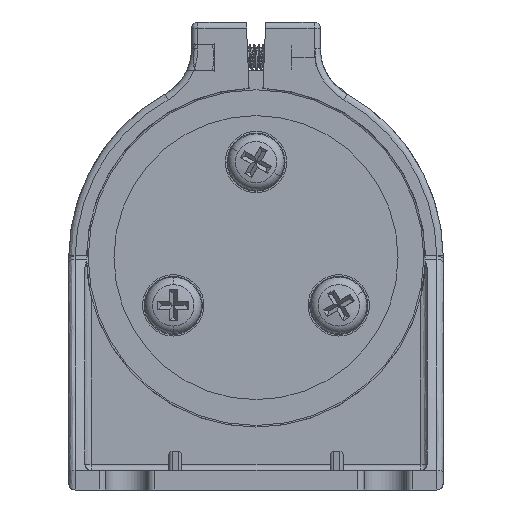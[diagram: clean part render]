
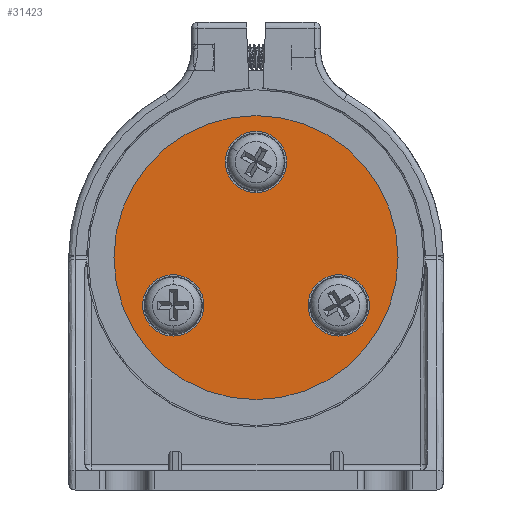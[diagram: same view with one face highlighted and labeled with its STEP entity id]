
A CAD part, left-side view. The second image highlights one B-rep face of the part: STEP entity #31423.
In plain terms, the highlighted free-form (B-spline) face has degree [1, 1] with [2, 2] control points.
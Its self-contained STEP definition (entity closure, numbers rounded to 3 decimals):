
#30649=CARTESIAN_POINT('',(25.0,29.0,58.));
#30650=VERTEX_POINT('',#30649);
#30666=CARTESIAN_POINT('',(25.0,29.0,14.));
#30667=VERTEX_POINT('',#30666);
#30674=CARTESIAN_POINT('',(25.0,29.0,36.));
#30675=DIRECTION('',(1.0,0.0,0.0));
#30676=DIRECTION('',(0.0,0.0,1.0));
#30677=AXIS2_PLACEMENT_3D('',#30674,#30675,#30676);
#30678=CIRCLE('',#30677,22.);
#30679=EDGE_CURVE('',#30667,#30650,#30678,.T.);
#30765=CARTESIAN_POINT('',(25.0,45.931,26.225));
#30766=VERTEX_POINT('',#30765);
#30782=CARTESIAN_POINT('',(25.0,37.704,30.975));
#30783=VERTEX_POINT('',#30782);
#30790=CARTESIAN_POINT('',(25.0,41.817,28.6));
#30791=DIRECTION('',(-1.,0.0,0.0));
#30792=DIRECTION('',(0.0,0.866,-0.5));
#30793=AXIS2_PLACEMENT_3D('',#30790,#30791,#30792);
#30794=CIRCLE('',#30793,4.75);
#30795=EDGE_CURVE('',#30783,#30766,#30794,.T.);
#30828=CARTESIAN_POINT('',(25.0,12.069,26.225));
#30829=VERTEX_POINT('',#30828);
#30845=CARTESIAN_POINT('',(25.0,20.296,30.975));
#30846=VERTEX_POINT('',#30845);
#30853=CARTESIAN_POINT('',(25.0,16.183,28.6));
#30854=DIRECTION('',(-1.0,0.0,0.0));
#30855=DIRECTION('',(0.0,-0.866,-0.5));
#30856=AXIS2_PLACEMENT_3D('',#30853,#30854,#30855);
#30857=CIRCLE('',#30856,4.75);
#30858=EDGE_CURVE('',#30846,#30829,#30857,.T.);
#30891=CARTESIAN_POINT('',(25.0,29.0,55.55));
#30892=VERTEX_POINT('',#30891);
#30908=CARTESIAN_POINT('',(25.0,29.0,46.05));
#30909=VERTEX_POINT('',#30908);
#30916=CARTESIAN_POINT('',(25.0,29.0,50.8));
#30917=DIRECTION('',(-1.0,0.0,0.0));
#30918=DIRECTION('',(0.0,0.0,1.0));
#30919=AXIS2_PLACEMENT_3D('',#30916,#30917,#30918);
#30920=CIRCLE('',#30919,4.75);
#30921=EDGE_CURVE('',#30909,#30892,#30920,.T.);
#30953=CARTESIAN_POINT('',(25.0,29.0,50.8));
#30954=DIRECTION('',(-1.0,0.0,0.0));
#30955=DIRECTION('',(0.0,0.0,1.0));
#30956=AXIS2_PLACEMENT_3D('',#30953,#30954,#30955);
#30957=CIRCLE('',#30956,4.75);
#30958=EDGE_CURVE('',#30892,#30909,#30957,.T.);
#30998=CARTESIAN_POINT('',(25.0,16.183,28.6));
#30999=DIRECTION('',(-1.0,0.0,0.0));
#31000=DIRECTION('',(0.0,-0.866,-0.5));
#31001=AXIS2_PLACEMENT_3D('',#30998,#30999,#31000);
#31002=CIRCLE('',#31001,4.75);
#31003=EDGE_CURVE('',#30829,#30846,#31002,.T.);
#31043=CARTESIAN_POINT('',(25.0,41.817,28.6));
#31044=DIRECTION('',(-1.,0.0,0.0));
#31045=DIRECTION('',(0.0,0.866,-0.5));
#31046=AXIS2_PLACEMENT_3D('',#31043,#31044,#31045);
#31047=CIRCLE('',#31046,4.75);
#31048=EDGE_CURVE('',#30766,#30783,#31047,.T.);
#31153=CARTESIAN_POINT('',(25.0,29.0,36.));
#31154=DIRECTION('',(1.0,0.0,0.0));
#31155=DIRECTION('',(0.0,0.0,1.0));
#31156=AXIS2_PLACEMENT_3D('',#31153,#31154,#31155);
#31157=CIRCLE('',#31156,22.);
#31158=EDGE_CURVE('',#30650,#30667,#31157,.T.);
#31402=CARTESIAN_POINT('',(25.0,51.,58.));
#31403=CARTESIAN_POINT('',(25.0,7.,58.));
#31404=CARTESIAN_POINT('',(25.0,51.,14.));
#31405=CARTESIAN_POINT('',(25.0,7.,14.));
#31406=B_SPLINE_SURFACE_WITH_KNOTS('',1,1,((#31402,#31404),(#31403,#31405)),.UNSPECIFIED.,.F.,.F.,.U.,(2,2),(2,2),(0.0,44.),(0.0,44.),.UNSPECIFIED.);
#31407=ORIENTED_EDGE('',*,*,#31158,.F.);
#31408=ORIENTED_EDGE('',*,*,#30679,.F.);
#31409=EDGE_LOOP('',(#31407,#31408));
#31410=FACE_OUTER_BOUND('',#31409,.T.);
#31411=ORIENTED_EDGE('',*,*,#31048,.F.);
#31412=ORIENTED_EDGE('',*,*,#30795,.F.);
#31413=EDGE_LOOP('',(#31411,#31412));
#31414=FACE_BOUND('',#31413,.T.);
#31415=ORIENTED_EDGE('',*,*,#31003,.F.);
#31416=ORIENTED_EDGE('',*,*,#30858,.F.);
#31417=EDGE_LOOP('',(#31415,#31416));
#31418=FACE_BOUND('',#31417,.T.);
#31419=ORIENTED_EDGE('',*,*,#30958,.F.);
#31420=ORIENTED_EDGE('',*,*,#30921,.F.);
#31421=EDGE_LOOP('',(#31419,#31420));
#31422=FACE_BOUND('',#31421,.T.);
#31423=ADVANCED_FACE('',(#31410,#31414,#31418,#31422),#31406,.F.);
